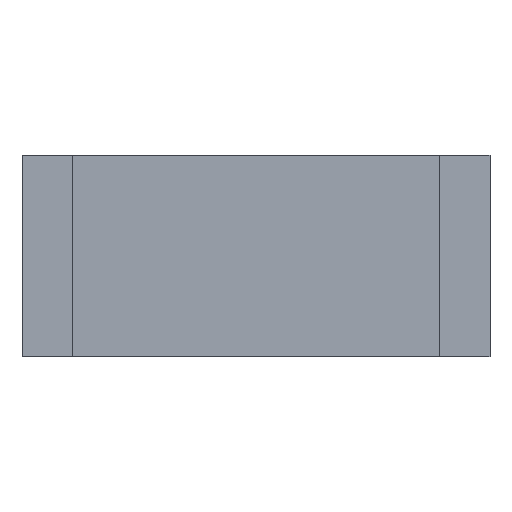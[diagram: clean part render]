
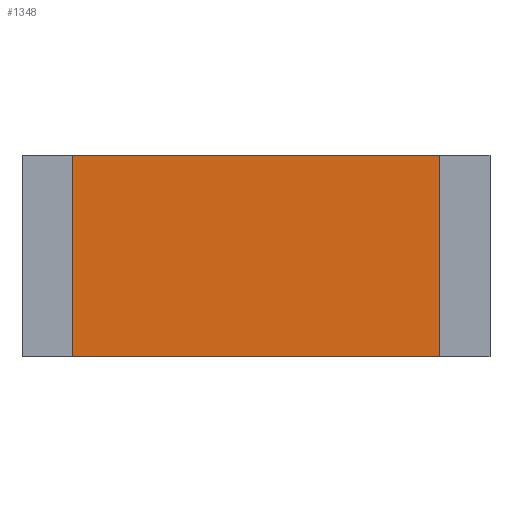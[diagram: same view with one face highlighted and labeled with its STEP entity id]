
A CAD part, front view. The second image highlights one B-rep face of the part: STEP entity #1348.
In plain terms, the highlighted planar face has unit normal (0, -1, 0).
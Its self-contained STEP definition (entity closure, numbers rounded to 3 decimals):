
#32 = PLANE('',#33);
#33 = AXIS2_PLACEMENT_3D('',#34,#35,#36);
#34 = CARTESIAN_POINT('',(-32.5,8.5,-14.));
#35 = DIRECTION('',(0.,0.,-1.));
#36 = DIRECTION('',(0.,-1.,0.));
#255 = VERTEX_POINT('',#256);
#256 = CARTESIAN_POINT('',(25.5,-3.5,-14.));
#269 = PLANE('',#270);
#270 = AXIS2_PLACEMENT_3D('',#271,#272,#273);
#271 = CARTESIAN_POINT('',(25.5,-3.5,14.));
#272 = DIRECTION('',(1.,0.,0.));
#273 = DIRECTION('',(0.,1.,0.));
#280 = EDGE_CURVE('',#255,#281,#283,.T.);
#281 = VERTEX_POINT('',#282);
#282 = CARTESIAN_POINT('',(-25.5,-3.5,-14.));
#283 = SURFACE_CURVE('',#284,(#288,#294),.PCURVE_S1.);
#284 = LINE('',#285,#286);
#285 = CARTESIAN_POINT('',(-29.,-3.5,-14.));
#286 = VECTOR('',#287,1.);
#287 = DIRECTION('',(-1.,0.,0.));
#288 = PCURVE('',#32,#289);
#289 = DEFINITIONAL_REPRESENTATION('',(#290),#293);
#290 = B_SPLINE_CURVE_WITH_KNOTS('',1,(#291,#292),.UNSPECIFIED.,.F.,.F.,
  (2,2),(-54.5,-3.5),.PIECEWISE_BEZIER_KNOTS.);
#291 = CARTESIAN_POINT('',(12.,-58.));
#292 = CARTESIAN_POINT('',(12.,-7.));
#293 = ( GEOMETRIC_REPRESENTATION_CONTEXT(2) 
PARAMETRIC_REPRESENTATION_CONTEXT() REPRESENTATION_CONTEXT('2D SPACE',''
  ) );
#294 = PCURVE('',#295,#300);
#295 = PLANE('',#296);
#296 = AXIS2_PLACEMENT_3D('',#297,#298,#299);
#297 = CARTESIAN_POINT('',(-25.5,-3.5,14.));
#298 = DIRECTION('',(0.,-1.,0.));
#299 = DIRECTION('',(1.,0.,0.));
#300 = DEFINITIONAL_REPRESENTATION('',(#301),#304);
#301 = B_SPLINE_CURVE_WITH_KNOTS('',1,(#302,#303),.UNSPECIFIED.,.F.,.F.,
  (2,2),(-54.5,-3.5),.PIECEWISE_BEZIER_KNOTS.);
#302 = CARTESIAN_POINT('',(51.,-28.));
#303 = CARTESIAN_POINT('',(0.,-28.));
#304 = ( GEOMETRIC_REPRESENTATION_CONTEXT(2) 
PARAMETRIC_REPRESENTATION_CONTEXT() REPRESENTATION_CONTEXT('2D SPACE',''
  ) );
#321 = PLANE('',#322);
#322 = AXIS2_PLACEMENT_3D('',#323,#324,#325);
#323 = CARTESIAN_POINT('',(-25.5,-66.,14.));
#324 = DIRECTION('',(-1.,0.,0.));
#325 = DIRECTION('',(0.,0.,-1.));
#691 = PLANE('',#692);
#692 = AXIS2_PLACEMENT_3D('',#693,#694,#695);
#693 = CARTESIAN_POINT('',(-32.5,-64.,14.));
#694 = DIRECTION('',(0.,0.,1.));
#695 = DIRECTION('',(0.,1.,0.));
#1219 = VERTEX_POINT('',#1220);
#1220 = CARTESIAN_POINT('',(-25.5,-3.5,14.));
#1241 = EDGE_CURVE('',#1219,#281,#1242,.T.);
#1242 = SURFACE_CURVE('',#1243,(#1247,#1254),.PCURVE_S1.);
#1243 = LINE('',#1244,#1245);
#1244 = CARTESIAN_POINT('',(-25.5,-3.5,14.));
#1245 = VECTOR('',#1246,1.);
#1246 = DIRECTION('',(0.,0.,-1.));
#1247 = PCURVE('',#321,#1248);
#1248 = DEFINITIONAL_REPRESENTATION('',(#1249),#1253);
#1249 = LINE('',#1250,#1251);
#1250 = CARTESIAN_POINT('',(0.,-62.5));
#1251 = VECTOR('',#1252,1.);
#1252 = DIRECTION('',(1.,0.));
#1253 = ( GEOMETRIC_REPRESENTATION_CONTEXT(2) 
PARAMETRIC_REPRESENTATION_CONTEXT() REPRESENTATION_CONTEXT('2D SPACE',''
  ) );
#1254 = PCURVE('',#295,#1255);
#1255 = DEFINITIONAL_REPRESENTATION('',(#1256),#1260);
#1256 = LINE('',#1257,#1258);
#1257 = CARTESIAN_POINT('',(0.,0.));
#1258 = VECTOR('',#1259,1.);
#1259 = DIRECTION('',(0.,-1.));
#1260 = ( GEOMETRIC_REPRESENTATION_CONTEXT(2) 
PARAMETRIC_REPRESENTATION_CONTEXT() REPRESENTATION_CONTEXT('2D SPACE',''
  ) );
#1348 = ADVANCED_FACE('',(#1349),#295,.T.);
#1349 = FACE_BOUND('',#1350,.T.);
#1350 = EDGE_LOOP('',(#1351,#1374,#1375,#1376));
#1351 = ORIENTED_EDGE('',*,*,#1352,.F.);
#1352 = EDGE_CURVE('',#1219,#1353,#1355,.T.);
#1353 = VERTEX_POINT('',#1354);
#1354 = CARTESIAN_POINT('',(25.5,-3.5,14.));
#1355 = SURFACE_CURVE('',#1356,(#1360,#1367),.PCURVE_S1.);
#1356 = LINE('',#1357,#1358);
#1357 = CARTESIAN_POINT('',(-25.5,-3.5,14.));
#1358 = VECTOR('',#1359,1.);
#1359 = DIRECTION('',(1.,0.,0.));
#1360 = PCURVE('',#295,#1361);
#1361 = DEFINITIONAL_REPRESENTATION('',(#1362),#1366);
#1362 = LINE('',#1363,#1364);
#1363 = CARTESIAN_POINT('',(0.,0.));
#1364 = VECTOR('',#1365,1.);
#1365 = DIRECTION('',(1.,0.));
#1366 = ( GEOMETRIC_REPRESENTATION_CONTEXT(2) 
PARAMETRIC_REPRESENTATION_CONTEXT() REPRESENTATION_CONTEXT('2D SPACE',''
  ) );
#1367 = PCURVE('',#691,#1368);
#1368 = DEFINITIONAL_REPRESENTATION('',(#1369),#1373);
#1369 = LINE('',#1370,#1371);
#1370 = CARTESIAN_POINT('',(60.5,-7.));
#1371 = VECTOR('',#1372,1.);
#1372 = DIRECTION('',(0.,-1.));
#1373 = ( GEOMETRIC_REPRESENTATION_CONTEXT(2) 
PARAMETRIC_REPRESENTATION_CONTEXT() REPRESENTATION_CONTEXT('2D SPACE',''
  ) );
#1374 = ORIENTED_EDGE('',*,*,#1241,.T.);
#1375 = ORIENTED_EDGE('',*,*,#280,.F.);
#1376 = ORIENTED_EDGE('',*,*,#1377,.F.);
#1377 = EDGE_CURVE('',#1353,#255,#1378,.T.);
#1378 = SURFACE_CURVE('',#1379,(#1383,#1390),.PCURVE_S1.);
#1379 = LINE('',#1380,#1381);
#1380 = CARTESIAN_POINT('',(25.5,-3.5,14.));
#1381 = VECTOR('',#1382,1.);
#1382 = DIRECTION('',(0.,0.,-1.));
#1383 = PCURVE('',#295,#1384);
#1384 = DEFINITIONAL_REPRESENTATION('',(#1385),#1389);
#1385 = LINE('',#1386,#1387);
#1386 = CARTESIAN_POINT('',(51.,0.));
#1387 = VECTOR('',#1388,1.);
#1388 = DIRECTION('',(0.,-1.));
#1389 = ( GEOMETRIC_REPRESENTATION_CONTEXT(2) 
PARAMETRIC_REPRESENTATION_CONTEXT() REPRESENTATION_CONTEXT('2D SPACE',''
  ) );
#1390 = PCURVE('',#269,#1391);
#1391 = DEFINITIONAL_REPRESENTATION('',(#1392),#1396);
#1392 = LINE('',#1393,#1394);
#1393 = CARTESIAN_POINT('',(0.,0.));
#1394 = VECTOR('',#1395,1.);
#1395 = DIRECTION('',(0.,-1.));
#1396 = ( GEOMETRIC_REPRESENTATION_CONTEXT(2) 
PARAMETRIC_REPRESENTATION_CONTEXT() REPRESENTATION_CONTEXT('2D SPACE',''
  ) );
